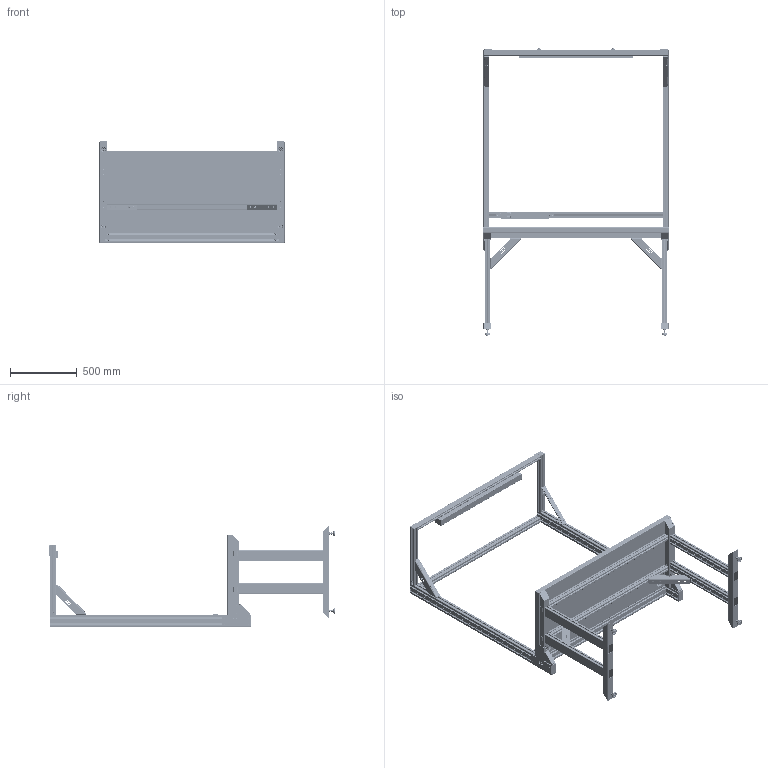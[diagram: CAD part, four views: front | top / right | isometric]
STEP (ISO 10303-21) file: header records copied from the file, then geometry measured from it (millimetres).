
FILE_DESCRIPTION(/* description */ ('50232_VarioStation B45 B1400 T600 TH800 60x50'),/* implementation_level */ '2;1');
FILE_NAME(/* name */ 'BG10016603.stp',/* time_stamp */ '2023-07-10T09:25:08+02:00',/* author */ ('SeLu'),/* organization */ (''),/* preprocessor_version */ 'ST-DEVELOPER v17.2',/* originating_system */ 'Autodesk Inventor 2019',/* authorisation */ '0 mm^3');
FILE_SCHEMA (('AUTOMOTIVE_DESIGN { 1 0 10303 214 3 1 1 }'));
Products named in the file (60): BG10016603; 411992432; 411459099; 411992425; 411992425_1; 411993424; 411993120; 411992946; 481992430; 412535458; 412535466; 482652002 T-Matic-Verbinder N8 N10; 414500610; 482650001; 412530287; 412530285 Hammermutter M6 N10; 412529299; Winkel 40x80 halbes Set; Winkel 40x80 halbes Set links_; 412529005; 412528718; 412345081; 412548856; 411511783; 411502674; 403537220; 403538676; FT10027643; FT10026192; FT10025513; FT10026187; FT10026183; FT10026184; FT10026381; FT10025463; FT10027750; KG10003260; KG10003261; KG10003308; ISO 4762  - M12 x 40 ...
Assembly tree (253 placements, depth 3):
  BG10016603
    411992432  x2
    411459099
    411992425
    411992425_1  x2
    411993424  x4
    411993120  x2
    411992946
    481992430
    412535458  x4
    412535466  x4
    482652002 T-Matic-Verbinder N8 N10  x4
    414500610  x16
    482650001  x2
    412530287  x16
    412530285  x12
    412530285 Hammermutter M6 N10  x2
    412529299  x4
    412345081  x4
    Winkel 40x80 halbes Set
      412529005
      412528718  x2
      412345081  x2
    Winkel 40x80 halbes Set links_
      412529005
      412528718  x2
      412345081  x2
    412548856  x2
    411511783  x4
    411502674  x2
    403537220  x4
    403538676  x4
    FT10027643  x4
    FT10026192  x6
    FT10025513  x4
    FT10026187  x2
    FT10026183
    FT10026184
    FT10026381  x2
    FT10025463  x4
    FT10027750
    KG10003260  x4
    KG10003261  x6
    KG10003308  x2
    ISO 4762  - M12 x 40  x4
    ISO 4762  - M8 x 30  x16
    ISO 4762  - M8 x 25  x4
    ISO 4762  - M6 x 16  x4
    DIN7380-2_M8x12  x8
      ISO 7380-1 - M8 x 12
      Linsenflansch
    DIN7380-2_M8x16  x8
      ISO 7380-1 - M8 x 16
      Linsenflansch
    ISO 10642  - M6  x  16  x14
    ISO 10642  - M6  x  12  x4
    DIN 125 - A 13  x4
    DIN 125 - A 8,4  x20
    DIN 125 - A 6,4  x4
    Ensat für Holz M6  x4
Bounding box: 1400 x 2152.3 x 762.26 mm (x, y, z)
Volume: 50356942.1 mm3; surface area: 14013447.2 mm2
Topology: 287 solids, 287 shells, 15487 faces, 43015 edges, 28174 vertices
Faces by surface type: plane 7370, cylinder 5656, cone 798, bspline 726, torus 566, sphere 371
Full cylindrical faces by diameter (mm): 2 x3, 2.5 x4, 3 x5, 3.1 x48, 3.2 x8, 4 x4, 4.917 x20, 4.918 x2, 5 x17, 5.5 x8, 6 x42, 6.4 x10, 6.5 x8, 6.6 x18, 6.647 x24, 6.8 x4, 7 x26, 7.2 x12, 7.22 x8, 7.5 x10, 7.6 x3, 7.7 x4, 8 x44, 8.3 x2, 8.4 x20, 8.5 x4, 8.9 x12, 9 x41, 9.7 x16, 9.8 x16
Entity records: 228656 total; most frequent: CARTESIAN_POINT 76793, ORIENTED_EDGE 31650, DIRECTION 30669, EDGE_CURVE 15825, AXIS2_PLACEMENT_3D 10986, VERTEX_POINT 10461, LINE 8697, VECTOR 8697
